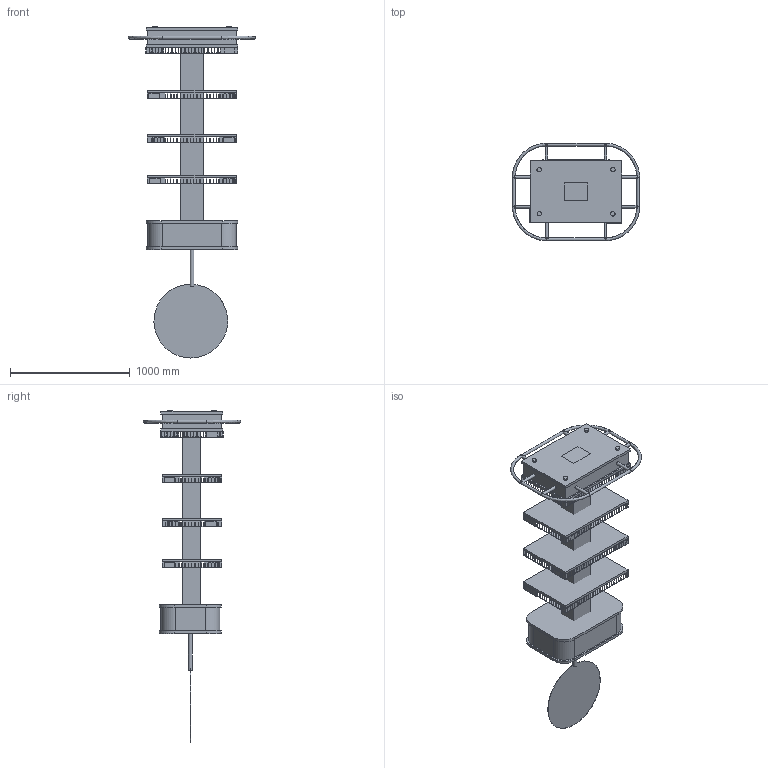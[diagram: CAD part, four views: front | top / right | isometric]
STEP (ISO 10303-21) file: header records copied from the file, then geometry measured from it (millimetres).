
FILE_DESCRIPTION(('FreeCAD Model'),'2;1');
FILE_NAME('Open CASCADE Shape Model','2025-05-01T01:50:21',('FreeCAD'),( 'FreeCAD'),'Open CASCADE STEP processor 7.6','FreeCAD','Unknown');
FILE_SCHEMA(('AUTOMOTIVE_DESIGN { 1 0 10303 214 1 1 1 1 }'));
Products named in the file (1): Open CASCADE STEP translator 7.6 1
Bounding box: 1064.67 x 816.77 x 2777.52 mm (x, y, z)
Volume: 231259736.9 mm3; surface area: 10858159.7 mm2
Topology: 80 solids, 80 shells, 1837 faces, 5035 edges, 3358 vertices
Faces by surface type: bspline 1837
Entity records: 52360 total; most frequent: CARTESIAN_POINT 21440, ORIENTED_EDGE 10070, EDGE_CURVE 5035, B_SPLINE_CURVE_WITH_KNOTS 4965, VERTEX_POINT 3358, FACE_BOUND 1839, EDGE_LOOP 1839, ADVANCED_FACE 1837
